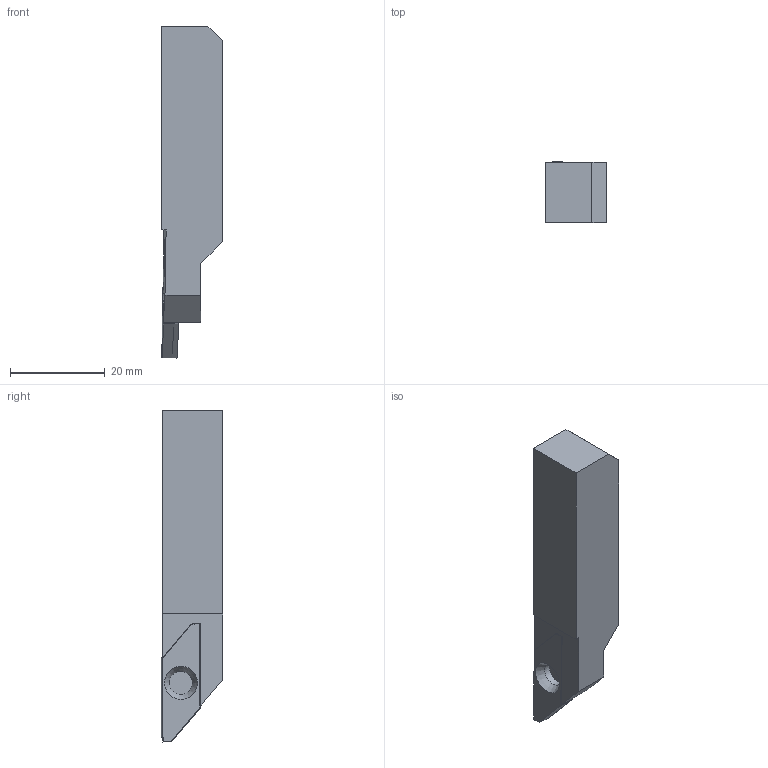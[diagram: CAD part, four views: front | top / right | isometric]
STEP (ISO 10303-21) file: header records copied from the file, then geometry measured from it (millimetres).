
FILE_DESCRIPTION(/* description */ (''),/* implementation_level */ '2;1');
FILE_NAME(/* name */ '1527506161639.stp',/* time_stamp */ '2018-05-28T13:16:07+02:00',/* author */ (''),/* organization */ ('SMS'),/* preprocessor_version */ 'ST-DEVELOPER v15',/* originating_system */ 'SIEMENS PLM Software NX 8.5',/* authorisation */ '');
FILE_SCHEMA (('AUTOMOTIVE_DESIGN { 1 0 10303 214 3 1 1 1 }'));
Length unit declared in the file: millimetre
Products named in the file (4): CUT; ASSEMBLY_CONSTRUCTION; 201665730mod000_00; 201659440mod000_00
Assembly tree (3 placements, depth 2):
  201659440mod000_00
    201665730mod000_00
    ASSEMBLY_CONSTRUCTION
    CUT
Bounding box: 12.74 x 13.02 x 69.98 mm (x, y, z)
Volume: 8986.7 mm3; surface area: 3759.2 mm2
Topology: 2 solids, 2 shells, 37 faces, 100 edges, 75 vertices
Faces by surface type: plane 30, cylinder 6, cone 1
Full cylindrical faces by diameter (mm): 4.9 x1
Entity records: 1346 total; most frequent: CARTESIAN_POINT 234, DIRECTION 202, ORIENTED_EDGE 190, EDGE_CURVE 95, LINE 80, VECTOR 80, VERTEX_POINT 64, AXIS2_PLACEMENT_3D 61
